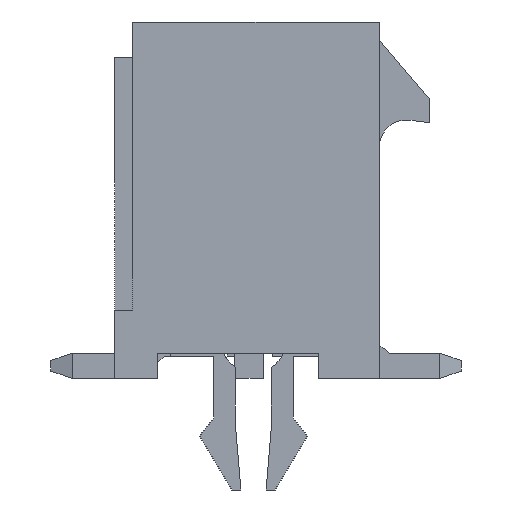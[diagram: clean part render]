
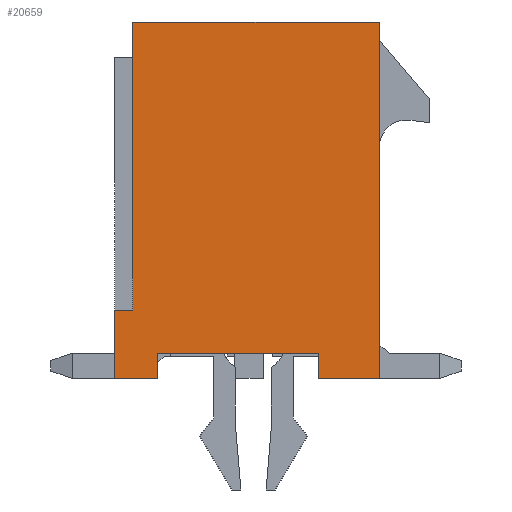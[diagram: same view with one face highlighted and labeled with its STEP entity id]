
A CAD part, left-side view. The second image highlights one B-rep face of the part: STEP entity #20659.
In plain terms, the highlighted planar face has unit normal (-1, 0, 0).
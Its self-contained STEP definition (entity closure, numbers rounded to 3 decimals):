
#1682=ORIENTED_EDGE('',*,*,#5520,.F.);
#1683=ORIENTED_EDGE('',*,*,#5398,.T.);
#1684=ORIENTED_EDGE('',*,*,#5562,.T.);
#1685=ORIENTED_EDGE('',*,*,#5563,.T.);
#1686=ORIENTED_EDGE('',*,*,#5564,.T.);
#1687=ORIENTED_EDGE('',*,*,#5565,.T.);
#1688=ORIENTED_EDGE('',*,*,#5566,.T.);
#1689=ORIENTED_EDGE('',*,*,#5436,.F.);
#1690=ORIENTED_EDGE('',*,*,#5431,.T.);
#1691=ORIENTED_EDGE('',*,*,#5567,.T.);
#5398=EDGE_CURVE('',#7369,#7368,#8849,.T.);
#5431=EDGE_CURVE('',#7386,#7388,#8882,.T.);
#5436=EDGE_CURVE('',#7386,#7391,#8887,.T.);
#5520=EDGE_CURVE('',#7369,#7431,#8971,.T.);
#5562=EDGE_CURVE('',#7368,#7453,#9013,.T.);
#5563=EDGE_CURVE('',#7453,#7454,#9014,.T.);
#5564=EDGE_CURVE('',#7454,#7455,#9015,.T.);
#5565=EDGE_CURVE('',#7455,#7456,#9016,.T.);
#5566=EDGE_CURVE('',#7456,#7391,#9017,.T.);
#5567=EDGE_CURVE('',#7388,#7431,#9018,.T.);
#7368=VERTEX_POINT('',#27941);
#7369=VERTEX_POINT('',#27943);
#7386=VERTEX_POINT('',#28003);
#7388=VERTEX_POINT('',#28007);
#7391=VERTEX_POINT('',#28017);
#7431=VERTEX_POINT('',#28158);
#7453=VERTEX_POINT('',#28243);
#7454=VERTEX_POINT('',#28245);
#7455=VERTEX_POINT('',#28247);
#7456=VERTEX_POINT('',#28249);
#8849=LINE('',#27942,#10904);
#8882=LINE('',#28008,#10937);
#8887=LINE('',#28018,#10942);
#8971=LINE('',#28162,#11026);
#9013=LINE('',#28242,#11068);
#9014=LINE('',#28244,#11069);
#9015=LINE('',#28246,#11070);
#9016=LINE('',#28248,#11071);
#9017=LINE('',#28250,#11072);
#9018=LINE('',#28251,#11073);
#10904=VECTOR('',#23588,1000.);
#10937=VECTOR('',#23647,1000.);
#10942=VECTOR('',#23656,1000.);
#11026=VECTOR('',#23778,1000.);
#11068=VECTOR('',#23856,1000.);
#11069=VECTOR('',#23857,1000.);
#11070=VECTOR('',#23858,1000.);
#11071=VECTOR('',#23859,1000.);
#11072=VECTOR('',#23860,1000.);
#11073=VECTOR('',#23861,1000.);
#12394=EDGE_LOOP('',(#1682,#1683,#1684,#1685,#1686,#1687,#1688,#1689,#1690,
#1691));
#13251=FACE_BOUND('',#12394,.T.);
#14065=PLANE('',#21554);
#20659=ADVANCED_FACE('',(#13251),#14065,.T.);
#21554=AXIS2_PLACEMENT_3D('',#28241,#23854,#23855);
#23588=DIRECTION('',(0.,-1.,0.));
#23647=DIRECTION('',(0.,0.,-1.));
#23656=DIRECTION('',(0.,-1.,0.));
#23778=DIRECTION('',(0.,0.,-1.));
#23854=DIRECTION('',(-1.,0.,0.));
#23855=DIRECTION('',(0.,0.,1.));
#23856=DIRECTION('',(0.,0.,-1.));
#23857=DIRECTION('',(0.,-1.,0.));
#23858=DIRECTION('',(0.,0.,1.));
#23859=DIRECTION('',(0.,1.,0.));
#23860=DIRECTION('',(0.,0.,-1.));
#23861=DIRECTION('',(0.,-1.,0.));
#27941=CARTESIAN_POINT('',(-12.35,-1.73,-4.25));
#27942=CARTESIAN_POINT('',(-12.35,2.73,-4.25));
#27943=CARTESIAN_POINT('',(-12.35,2.73,-4.25));
#28003=CARTESIAN_POINT('',(-12.35,3.93,-3.05));
#28007=CARTESIAN_POINT('',(-12.35,3.93,-4.95));
#28008=CARTESIAN_POINT('',(-12.35,3.93,-3.05));
#28017=CARTESIAN_POINT('',(-12.35,3.43,-3.05));
#28018=CARTESIAN_POINT('',(-12.35,3.93,-3.05));
#28158=CARTESIAN_POINT('',(-12.35,2.73,-4.95));
#28162=CARTESIAN_POINT('',(-12.35,2.73,-3.95));
#28241=CARTESIAN_POINT('',(-12.35,0.,0.));
#28242=CARTESIAN_POINT('',(-12.35,-1.73,-3.95));
#28243=CARTESIAN_POINT('',(-12.35,-1.73,-4.95));
#28244=CARTESIAN_POINT('',(-12.35,3.43,-4.95));
#28245=CARTESIAN_POINT('',(-12.35,-3.43,-4.95));
#28246=CARTESIAN_POINT('',(-12.35,-3.43,-4.95));
#28247=CARTESIAN_POINT('',(-12.35,-3.43,4.95));
#28248=CARTESIAN_POINT('',(-12.35,-3.43,4.95));
#28249=CARTESIAN_POINT('',(-12.35,3.43,4.95));
#28250=CARTESIAN_POINT('',(-12.35,3.43,4.95));
#28251=CARTESIAN_POINT('',(-12.35,3.43,-4.95));
